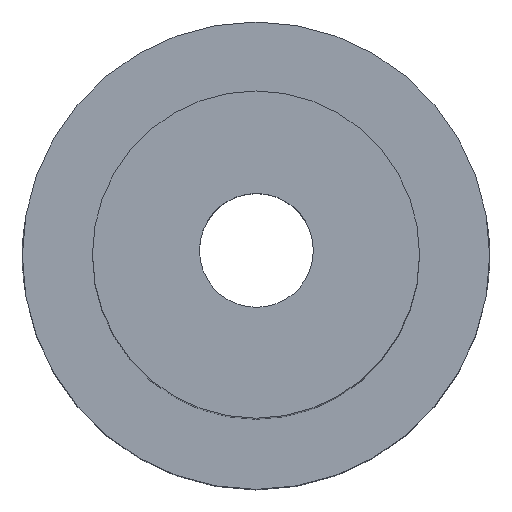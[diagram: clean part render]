
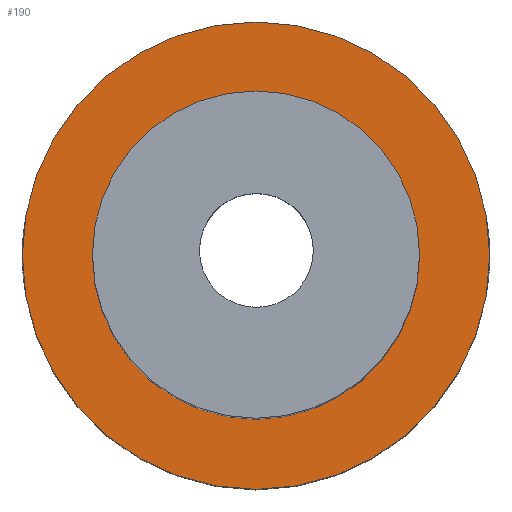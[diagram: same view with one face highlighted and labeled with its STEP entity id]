
A CAD part, top view. The second image highlights one B-rep face of the part: STEP entity #190.
In plain terms, the highlighted planar face has unit normal (0, 0, 1).
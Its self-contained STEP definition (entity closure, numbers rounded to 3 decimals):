
#17=PLANE('',#222);
#23=FACE_BOUND('',#56,.T.);
#30=CIRCLE('',#217,12.25);
#31=CIRCLE('',#220,17.5);
#41=FACE_OUTER_BOUND('',#55,.T.);
#55=EDGE_LOOP('',(#172));
#56=EDGE_LOOP('',(#173));
#98=VERTEX_POINT('',#447);
#99=VERTEX_POINT('',#452);
#121=EDGE_CURVE('',#98,#98,#30,.T.);
#122=EDGE_CURVE('',#99,#99,#31,.T.);
#172=ORIENTED_EDGE('',*,*,#122,.T.);
#173=ORIENTED_EDGE('',*,*,#121,.T.);
#190=ADVANCED_FACE('',(#41,#23),#17,.T.);
#217=AXIS2_PLACEMENT_3D('',#449,#254,#255);
#220=AXIS2_PLACEMENT_3D('',#453,#260,#261);
#222=AXIS2_PLACEMENT_3D('',#458,#266,#267);
#254=DIRECTION('center_axis',(0.,0.,-1.));
#255=DIRECTION('ref_axis',(1.,0.,0.));
#260=DIRECTION('center_axis',(0.,0.,1.));
#261=DIRECTION('ref_axis',(1.,0.,0.));
#266=DIRECTION('center_axis',(0.,0.,1.));
#267=DIRECTION('ref_axis',(1.,0.,0.));
#447=CARTESIAN_POINT('',(0.75,7.,25.));
#449=CARTESIAN_POINT('Origin',(13.,7.,25.));
#452=CARTESIAN_POINT('',(-4.5,7.,25.));
#453=CARTESIAN_POINT('Origin',(13.,7.,25.));
#458=CARTESIAN_POINT('Origin',(13.,7.,25.));
